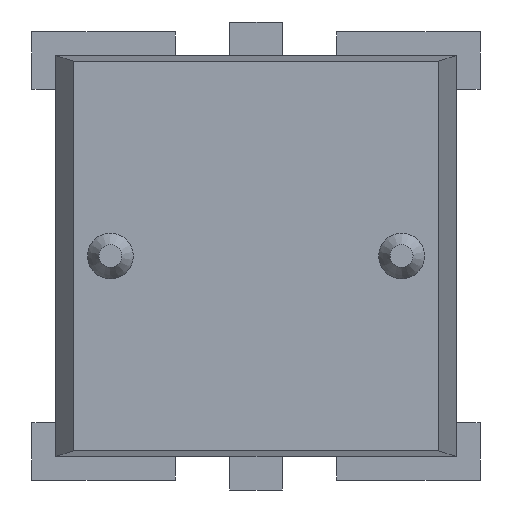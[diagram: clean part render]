
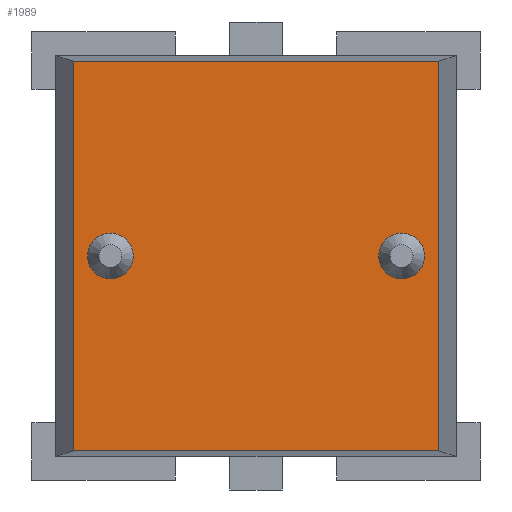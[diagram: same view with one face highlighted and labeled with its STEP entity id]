
A CAD part, front view. The second image highlights one B-rep face of the part: STEP entity #1989.
In plain terms, the highlighted planar face has unit normal (0, -1, 0).
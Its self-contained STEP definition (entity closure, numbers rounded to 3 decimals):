
#101=FACE_OUTER_BOUND('',#214,.T.);
#214=EDGE_LOOP('',(#1312,#1313,#1314,#1315));
#329=LINE('',#2864,#578);
#330=LINE('',#2866,#579);
#331=LINE('',#2868,#580);
#332=LINE('',#2869,#581);
#578=VECTOR('',#2296,12.74);
#579=VECTOR('',#2297,13.6);
#580=VECTOR('',#2298,12.74);
#581=VECTOR('',#2299,13.6);
#827=VERTEX_POINT('',#2862);
#828=VERTEX_POINT('',#2863);
#829=VERTEX_POINT('',#2865);
#830=VERTEX_POINT('',#2867);
#1019=EDGE_CURVE('',#827,#828,#329,.T.);
#1020=EDGE_CURVE('',#829,#827,#330,.T.);
#1021=EDGE_CURVE('',#830,#829,#331,.T.);
#1022=EDGE_CURVE('',#828,#830,#332,.T.);
#1312=ORIENTED_EDGE('',*,*,#1019,.F.);
#1313=ORIENTED_EDGE('',*,*,#1020,.F.);
#1314=ORIENTED_EDGE('',*,*,#1021,.F.);
#1315=ORIENTED_EDGE('',*,*,#1022,.F.);
#1898=PLANE('',#2132);
#1989=ADVANCED_FACE('',(#101),#1898,.T.);
#2132=AXIS2_PLACEMENT_3D('',#2861,#2294,#2295);
#2294=DIRECTION('center_axis',(0.,-1.,0.));
#2295=DIRECTION('ref_axis',(0.,0.,-1.));
#2296=DIRECTION('',(1.,0.,0.));
#2297=DIRECTION('',(0.,0.,1.));
#2298=DIRECTION('',(-1.,0.,0.));
#2299=DIRECTION('',(0.,0.,-1.));
#2861=CARTESIAN_POINT('Origin',(0.,-5.6,
0.));
#2862=CARTESIAN_POINT('',(-6.37,-5.6,6.8));
#2863=CARTESIAN_POINT('',(6.37,-5.6,6.8));
#2864=CARTESIAN_POINT('',(-6.37,-5.6,6.8));
#2865=CARTESIAN_POINT('',(-6.37,-5.6,-6.8));
#2866=CARTESIAN_POINT('',(-6.37,-5.6,-6.8));
#2867=CARTESIAN_POINT('',(6.37,-5.6,-6.8));
#2868=CARTESIAN_POINT('',(6.37,-5.6,-6.8));
#2869=CARTESIAN_POINT('',(6.37,-5.6,6.8));
